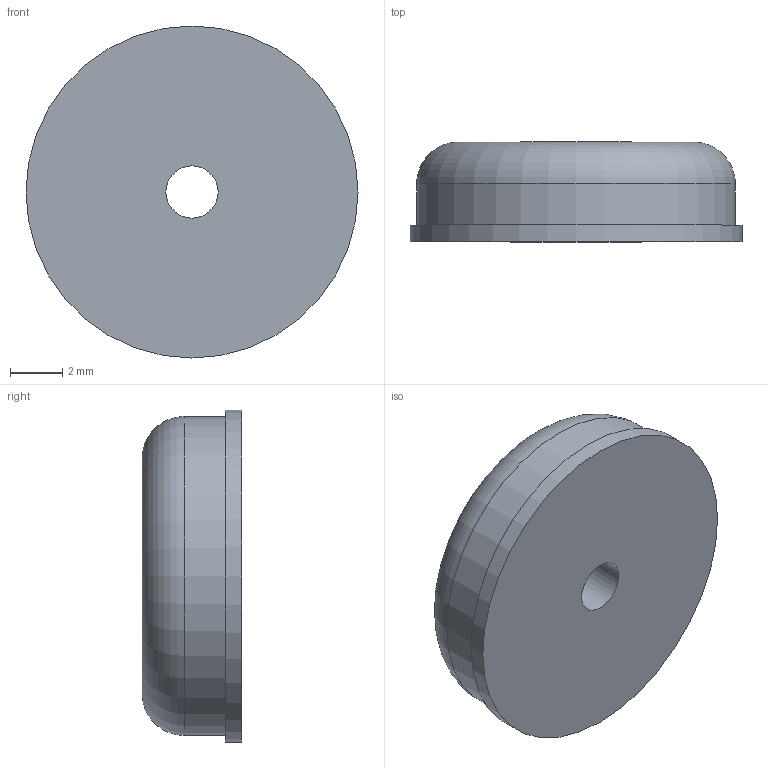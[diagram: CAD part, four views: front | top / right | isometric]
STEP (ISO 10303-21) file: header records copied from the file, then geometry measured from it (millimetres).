
FILE_DESCRIPTION(/* description */ (''),/* implementation_level */ '2;1');
FILE_NAME(/* name */ 'iso_mount_A_v9.step',/* time_stamp */ '2023-01-28T13:14:14-08:00',/* author */ (''),/* organization */ (''),/* preprocessor_version */ 'ST-DEVELOPER v19.2',/* originating_system */ 'Autodesk Translation Framework v11.17.0.187',/* authorisation */ '');
FILE_SCHEMA (('AUTOMOTIVE_DESIGN { 1 0 10303 214 3 1 1 }'));
Length unit declared in the file: millimetre
Products named in the file (2): iso_mount_A; 95495K678_Adhesive-Back Bumpers
Assembly tree (1 placements, depth 2):
  iso_mount_A
    95495K678_Adhesive-Back Bumpers
Bounding box: 12.7 x 3.81 x 12.7 mm (x, y, z)
Volume: 402.3 mm3; surface area: 398.3 mm2
Topology: 1 solids, 1 shells, 9 faces, 15 edges, 10 vertices
Faces by surface type: plane 3, cylinder 3, torus 2, sphere 1
Full cylindrical faces by diameter (mm): 2 x1, 12.192 x1, 12.7 x1
Entity records: 285 total; most frequent: DIRECTION 51, CARTESIAN_POINT 37, ORIENTED_EDGE 30, AXIS2_PLACEMENT_3D 24, EDGE_CURVE 15, EDGE_LOOP 13, CIRCLE 12, VERTEX_POINT 10
